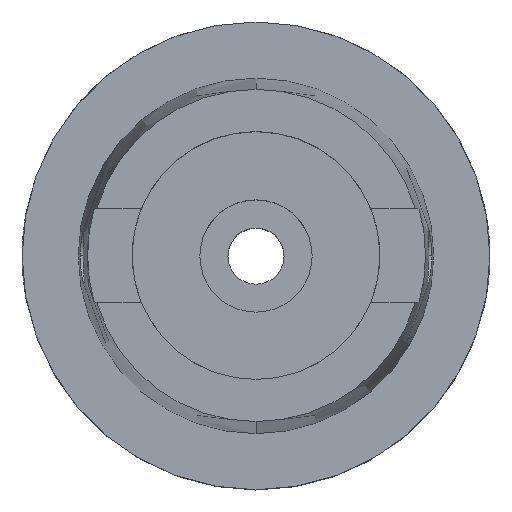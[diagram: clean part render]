
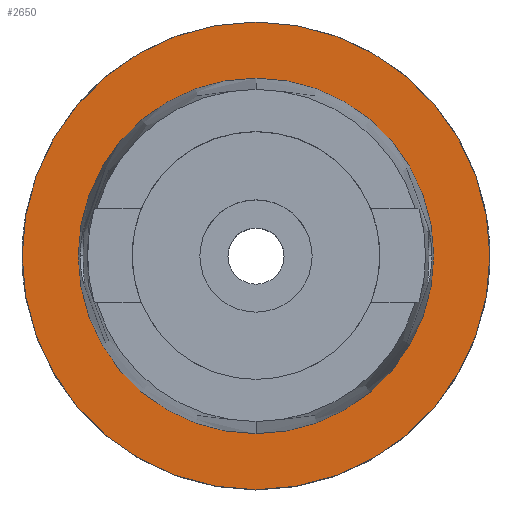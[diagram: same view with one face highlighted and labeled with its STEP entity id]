
A CAD part, top view. The second image highlights one B-rep face of the part: STEP entity #2650.
In plain terms, the highlighted planar face has unit normal (0, 0, 1).
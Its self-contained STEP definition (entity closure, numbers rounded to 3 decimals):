
#342=CARTESIAN_POINT('',(0.,0.,0.));
#343=DIRECTION('',(0.,0.,-1.));
#344=DIRECTION('',(0.,-1.,0.));
#345=AXIS2_PLACEMENT_3D('',#342,#343,#344);
#350=CARTESIAN_POINT('',(0.,0.,0.));
#351=DIRECTION('',(0.,0.,-1.));
#352=DIRECTION('',(0.,1.,0.));
#353=AXIS2_PLACEMENT_3D('',#350,#351,#352);
#358=CARTESIAN_POINT('',(0.,0.,0.));
#359=DIRECTION('',(0.,0.,1.));
#360=DIRECTION('',(0.,-1.,0.));
#361=AXIS2_PLACEMENT_3D('',#358,#359,#360);
#366=CARTESIAN_POINT('',(0.,0.,0.));
#367=DIRECTION('',(0.,0.,1.));
#368=DIRECTION('',(0.,1.,0.));
#369=AXIS2_PLACEMENT_3D('',#366,#367,#368);
#2158=CARTESIAN_POINT('',(0.,38.,0.));
#2159=VERTEX_POINT('',#2158);
#2160=CARTESIAN_POINT('',(0.,-38.,0.));
#2161=VERTEX_POINT('',#2160);
#2168=CARTESIAN_POINT('',(0.,-50.,0.));
#2169=CARTESIAN_POINT('',(0.,50.,0.));
#2170=VERTEX_POINT('',#2168);
#2171=VERTEX_POINT('',#2169);
#2635=CARTESIAN_POINT('',(0.,0.,0.));
#2636=DIRECTION('',(0.,0.,1.));
#2637=DIRECTION('',(0.,1.,0.));
#2638=AXIS2_PLACEMENT_3D('',#2635,#2636,#2637);
#2639=PLANE('',#2638);
#2641=ORIENTED_EDGE('',*,*,#2640,.T.);
#2643=ORIENTED_EDGE('',*,*,#2642,.T.);
#2644=EDGE_LOOP('',(#2641,#2643));
#2645=FACE_OUTER_BOUND('',#2644,.F.);
#2646=ORIENTED_EDGE('',*,*,#2541,.T.);
#2647=ORIENTED_EDGE('',*,*,#2610,.T.);
#2648=EDGE_LOOP('',(#2646,#2647));
#2649=FACE_BOUND('',#2648,.F.);
#346=CIRCLE('',#345,50.);
#354=CIRCLE('',#353,50.);
#362=CIRCLE('',#361,38.);
#370=CIRCLE('',#369,38.);
#2541=EDGE_CURVE('',#2161,#2159,#362,.T.);
#2610=EDGE_CURVE('',#2159,#2161,#370,.T.);
#2640=EDGE_CURVE('',#2170,#2171,#346,.T.);
#2642=EDGE_CURVE('',#2171,#2170,#354,.T.);
#2650=ADVANCED_FACE('',(#2645,#2649),#2639,.T.);
